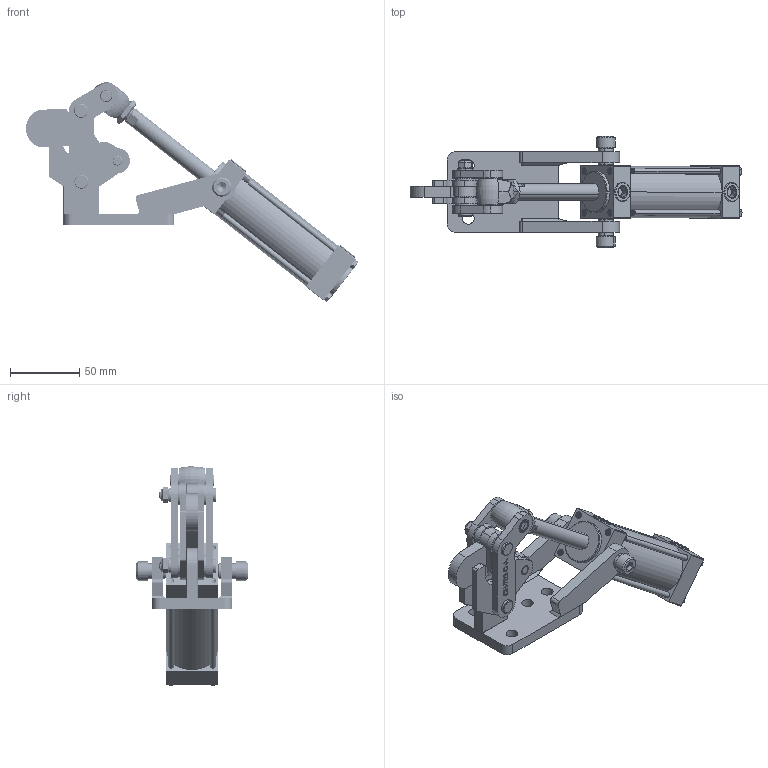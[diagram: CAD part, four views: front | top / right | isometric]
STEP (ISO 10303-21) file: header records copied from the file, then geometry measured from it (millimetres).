
FILE_DESCRIPTION (( 'STEP AP203' ), '1' );
FILE_NAME ('CH-702-CA.STEP', '2017-12-05T03:50:00', ( 'Windows' ), ( 'Microsoft' ), 'SwSTEP 2.0', 'SolidWorks 2015', '' );
FILE_SCHEMA (( 'CONFIG_CONTROL_DESIGN' ));
Length unit declared in the file: millimetre
Products named in the file (22): CH-702-CA; 702-C-01; CH-702-C-07; DIANPIAN; CH-702-C-05; CH-702-CA-01; CH-702-C-09; M8-16; CH-702-C-13; 702-C-A-01_默认<按加工>; 1-4NUT; 702-C-A-03; CH-702-C-01; M10-1.25; Air cylinder-1; CH-702-C-03; CH-702-C-12; Air cylinder-3; CH-702-C-04; 錨璃2; Air cylinder-2; CH-702-C-06
Assembly tree (35 placements, depth 2):
  CH-702-CA
    702-C-A-01_默认<按加工>
    CH-702-C-01
    CH-702-C-03
    CH-702-C-04
    CH-702-C-06  x2
    CH-702-C-07  x2
    CH-702-C-05
    CH-702-C-09
    CH-702-C-13  x2
    702-C-A-03  x2
    Air cylinder-1
    Air cylinder-3  x4
    Air cylinder-2
    702-C-01
    DIANPIAN  x4
    CH-702-CA-01
    M8-16  x2
    1-4NUT  x2
    M10-1.25
    CH-702-C-12  x2
    錨璃2  x2
Bounding box: 239 x 80 x 157.96 mm (x, y, z)
Volume: 269561.1 mm3; surface area: 104638.2 mm2
Topology: 42 solids, 42 shells, 3522 faces, 9948 edges, 6563 vertices
Faces by surface type: plane 1670, cylinder 1411, bspline 232, cone 152, torus 57
Entity records: 104110 total; most frequent: CARTESIAN_POINT 44542, ORIENTED_EDGE 13084, DIRECTION 10671, EDGE_CURVE 6542, VERTEX_POINT 4318, AXIS2_PLACEMENT_3D 3789, VECTOR 3093, LINE 3093
